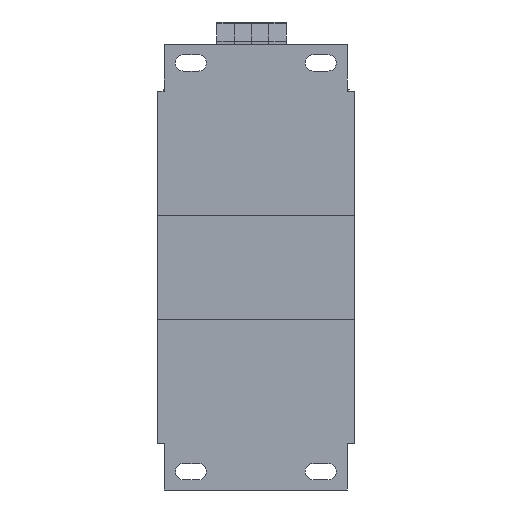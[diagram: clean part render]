
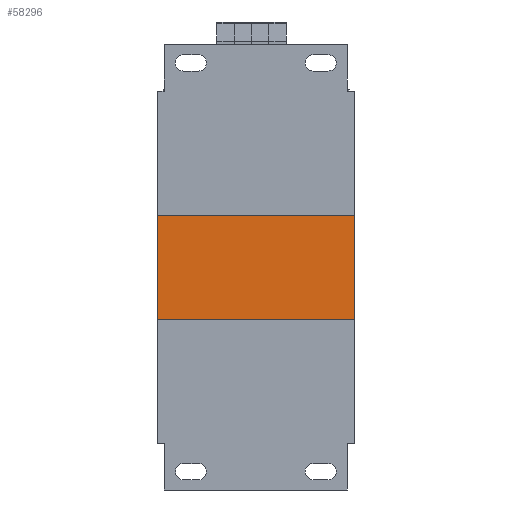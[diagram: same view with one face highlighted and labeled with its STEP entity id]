
A CAD part, front view. The second image highlights one B-rep face of the part: STEP entity #58296.
In plain terms, the highlighted planar face has unit normal (0, -1, 0).
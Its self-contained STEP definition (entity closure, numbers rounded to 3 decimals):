
#723 = DIRECTION ( 'NONE',  ( 0., 0., 1. ) ) ;
#2521 = ORIENTED_EDGE ( 'NONE', *, *, #47554, .T. ) ;
#3371 = EDGE_LOOP ( 'NONE', ( #36766, #29499, #4135, #2521 ) ) ;
#4135 = ORIENTED_EDGE ( 'NONE', *, *, #8299, .F. ) ;
#4197 = EDGE_CURVE ( 'Defeature ausgef�hrt1_26+Defeature ausgef�hrt1_27+Defeature ausgef�hrt1_17+Defeature ausgef�hrt1_16', #64887, #22751, #32667, .T. ) ;
#5548 = FACE_OUTER_BOUND ( 'NONE', #3371, .T. ) ;
#8299 = EDGE_CURVE ( 'Defeature ausgef�hrt1_17+Defeature ausgef�hrt1_27+Defeature ausgef�hrt1_28+Defeature ausgef�hrt1_26', #69383, #64887, #61870, .T. ) ;
#14878 = DIRECTION ( 'NONE',  ( 0., 0., 1. ) ) ;
#15398 = VECTOR ( 'NONE', #60592, 1000. ) ;
#17950 = DIRECTION ( 'NONE',  ( 0., 1., 0. ) ) ;
#22751 = VERTEX_POINT ( 'NONE', #39550 ) ;
#26878 = CARTESIAN_POINT ( 'NONE',  ( 34.9, -83.3, 18.5 ) ) ;
#29499 = ORIENTED_EDGE ( 'NONE', *, *, #4197, .F. ) ;
#29948 = PLANE ( 'NONE',  #36425 ) ;
#32667 = LINE ( 'NONE', #43482, #61899 ) ;
#33696 = VECTOR ( 'NONE', #14878, 1000. ) ;
#35433 = LINE ( 'NONE', #36198, #15398 ) ;
#36198 = CARTESIAN_POINT ( 'NONE',  ( -35.1, -83.3, -18.5 ) ) ;
#36425 = AXIS2_PLACEMENT_3D ( 'NONE', #54333, #17950, #42328 ) ;
#36766 = ORIENTED_EDGE ( 'NONE', *, *, #55917, .T. ) ;
#39550 = CARTESIAN_POINT ( 'NONE',  ( 34.9, -83.3, 18.5 ) ) ;
#42328 = DIRECTION ( 'NONE',  ( 0., 0., 1. ) ) ;
#43482 = CARTESIAN_POINT ( 'NONE',  ( -35.1, -83.3, 18.5 ) ) ;
#47554 = EDGE_CURVE ( 'Defeature ausgef�hrt1_27+Defeature ausgef�hrt1_28+Defeature ausgef�hrt1_17+Defeature ausgef�hrt1_16', #69383, #54208, #35433, .T. ) ;
#48274 = VECTOR ( 'NONE', #723, 1000. ) ;
#49584 = CARTESIAN_POINT ( 'NONE',  ( -35.1, -83.3, -18.5 ) ) ;
#54208 = VERTEX_POINT ( 'NONE', #55376 ) ;
#54333 = CARTESIAN_POINT ( 'NONE',  ( -35.1, -83.3, 18.5 ) ) ;
#55376 = CARTESIAN_POINT ( 'NONE',  ( 34.9, -83.3, -18.5 ) ) ;
#55917 = EDGE_CURVE ( 'Defeature ausgef�hrt1_27+Defeature ausgef�hrt1_16+Defeature ausgef�hrt1_28+Defeature ausgef�hrt1_26', #54208, #22751, #56080, .T. ) ;
#56080 = LINE ( 'NONE', #26878, #33696 ) ;
#57308 = CARTESIAN_POINT ( 'NONE',  ( -35.1, -83.3, 18.5 ) ) ;
#58296 = ADVANCED_FACE ( 'Defeature ausgef�hrt1_27', ( #5548 ), #29948, .F. ) ;
#60592 = DIRECTION ( 'NONE',  ( 1., 0., 0. ) ) ;
#61870 = LINE ( 'NONE', #73862, #48274 ) ;
#61899 = VECTOR ( 'NONE', #67859, 1000. ) ;
#64887 = VERTEX_POINT ( 'NONE', #57308 ) ;
#67859 = DIRECTION ( 'NONE',  ( 1., 0., 0. ) ) ;
#69383 = VERTEX_POINT ( 'NONE', #49584 ) ;
#73862 = CARTESIAN_POINT ( 'NONE',  ( -35.1, -83.3, 18.5 ) ) ;
